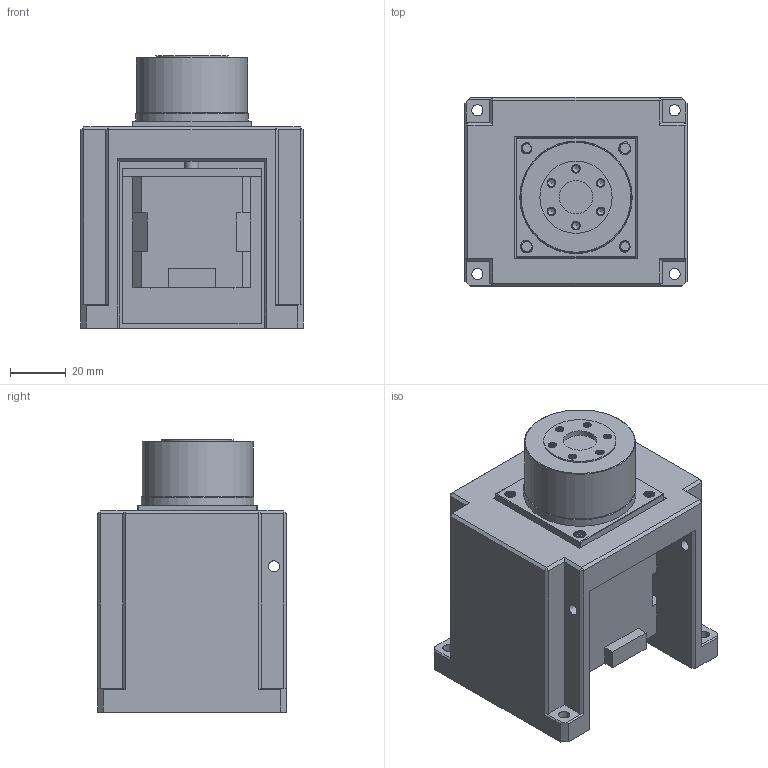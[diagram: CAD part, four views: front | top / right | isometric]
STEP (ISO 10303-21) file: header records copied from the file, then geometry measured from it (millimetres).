
FILE_DESCRIPTION(/* description */ (''),/* implementation_level */ '2;1');
FILE_NAME(/* name */ '',/* time_stamp */ '2023-09-23T11:11:55+08:00',/* author */ (''),/* organization */ (''),/* preprocessor_version */ 'ST-DEVELOPER v20',/* originating_system */ 'Autodesk Translation Framework v12.9.0.99',/* authorisation */ '');
FILE_SCHEMA (('AUTOMOTIVE_DESIGN { 1 0 10303 214 3 1 1 }'));
Products named in the file (5): 总体装配; 底座3(胚子); 42电机支架; 42减速机; 42_40mm步进电机 v1
Assembly tree (4 placements, depth 2):
  总体装配
    底座3(胚子)
    42电机支架
    42减速机
    42_40mm步进电机 v1
Bounding box: 80 x 68 x 98 mm (x, y, z)
Volume: 296841.7 mm3; surface area: 70638.5 mm2
Topology: 4 solids, 4 shells, 630 faces, 1733 edges, 1128 vertices
Faces by surface type: cylinder 370, plane 217, bspline 28, cone 14, torus 1
Full cylindrical faces by diameter (mm): 2.529 x52, 3.086 x26, 3.332 x6, 3.783 x6, 4 x12, 4.109 x6, 4.5 x2, 4.613 x4, 5 x1, 12 x1, 22 x1, 22.1 x1, 26 x1, 35.2 x1, 35.5 x1, 40 x1, 40.5 x1
Entity records: 40992 total; most frequent: CARTESIAN_POINT 26194, ORIENTED_EDGE 3446, DIRECTION 2352, EDGE_CURVE 1723, VERTEX_POINT 1128, LINE 844, VECTOR 844, AXIS2_PLACEMENT_3D 754
